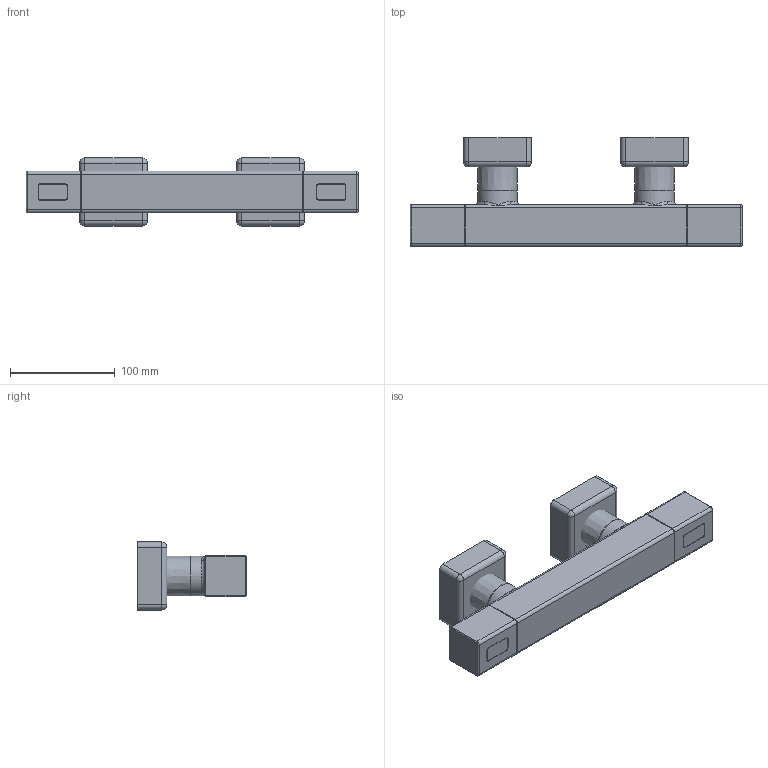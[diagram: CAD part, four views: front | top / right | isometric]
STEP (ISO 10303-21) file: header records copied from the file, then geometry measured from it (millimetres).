
FILE_DESCRIPTION(/* description */ (''),/* implementation_level */ '2;1');
FILE_NAME(/* name */ 'TVS000018000 komplette Beschriftung entfernen und Abdeckungen am Krper fehlen.step',/* time_stamp */ '2023-02-23T11:03:46+01:00',/* author */ (''),/* organization */ (''),/* preprocessor_version */ 'ST-DEVELOPER v19.2',/* originating_system */ 'Autodesk Translation Framework v11.17.0.187',/* authorisation */ '');
FILE_SCHEMA (('AUTOMOTIVE_DESIGN { 1 0 10303 214 3 1 1 }'));
Length unit declared in the file: millimetre
Products named in the file (6): (Nicht gespeichert); YOUBASHOU; ZUOBASHOU; F091001-004; 40YF; PRT0003
Assembly tree (7 placements, depth 2):
  (Nicht gespeichert)
    YOUBASHOU
    ZUOBASHOU
    F091001-004  x2
    40YF
    PRT0003  x2
Bounding box: 317.2 x 104 x 65 mm (x, y, z)
Volume: 778540.6 mm3; surface area: 118003 mm2
Topology: 9 solids, 11 shells, 344 faces, 846 edges, 536 vertices
Faces by surface type: plane 217, cylinder 93, torus 14, cone 8, sphere 8, bspline 4
Full cylindrical faces by diameter (mm): 8.231 x1, 37 x2, 38 x2, 40 x2, 42 x2
Entity records: 10398 total; most frequent: CARTESIAN_POINT 3360, DIRECTION 1495, ORIENTED_EDGE 1394, EDGE_CURVE 698, AXIS2_PLACEMENT_3D 517, LINE 461, VECTOR 461, VERTEX_POINT 442
